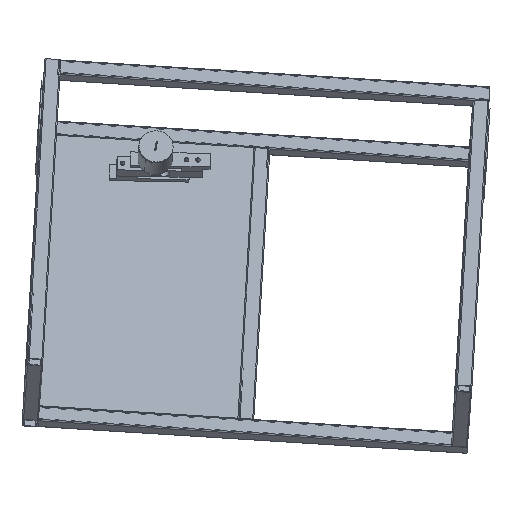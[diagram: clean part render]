
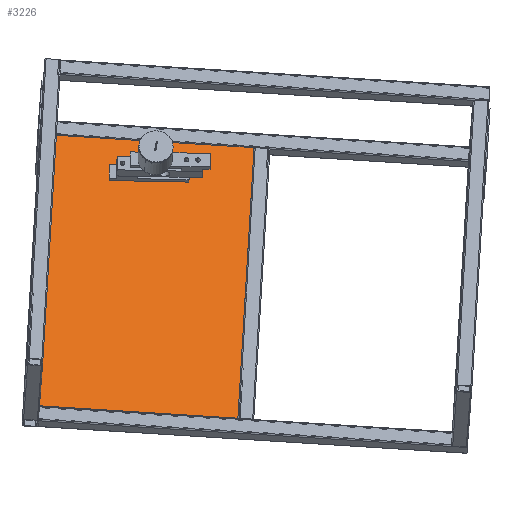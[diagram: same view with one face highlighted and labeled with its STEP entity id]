
A CAD part, top view. The second image highlights one B-rep face of the part: STEP entity #3226.
In plain terms, the highlighted face is planar.
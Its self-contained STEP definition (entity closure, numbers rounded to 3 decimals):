
#52 = ORIENTED_EDGE ( 'NONE', *, *, #3642, .T. ) ;
#438 = AXIS2_PLACEMENT_3D ( 'NONE', #1744, #6631, #9479 ) ;
#549 = VECTOR ( 'NONE', #6683, 1000. ) ;
#609 = ORIENTED_EDGE ( 'NONE', *, *, #1686, .T. ) ;
#1686 = EDGE_CURVE ( 'NONE', #5124, #8890, #3891, .T. ) ;
#1744 = CARTESIAN_POINT ( 'NONE',  ( 0., 0., 14. ) ) ;
#3038 = CARTESIAN_POINT ( 'NONE',  ( 87.25, -130.5, 14. ) ) ;
#3226 = ADVANCED_FACE ( 'NONE', ( #11406 ), #6575, .T. ) ;
#3350 = CARTESIAN_POINT ( 'NONE',  ( -87.25, -130.5, 14. ) ) ;
#3598 = VERTEX_POINT ( 'NONE', #3038 ) ;
#3642 = EDGE_CURVE ( 'NONE', #3598, #5124, #5828, .T. ) ;
#3869 = CARTESIAN_POINT ( 'NONE',  ( -87.25, 130.5, 14. ) ) ;
#3891 = LINE ( 'NONE', #5544, #549 ) ;
#4762 = LINE ( 'NONE', #3869, #10200 ) ;
#5124 = VERTEX_POINT ( 'NONE', #7876 ) ;
#5544 = CARTESIAN_POINT ( 'NONE',  ( -87.25, 130.5, 14. ) ) ;
#5828 = LINE ( 'NONE', #7925, #8756 ) ;
#6575 = PLANE ( 'NONE',  #438 ) ;
#6631 = DIRECTION ( 'NONE',  ( 0., 0., 1. ) ) ;
#6683 = DIRECTION ( 'NONE',  ( -1., 0., 0. ) ) ;
#7876 = CARTESIAN_POINT ( 'NONE',  ( 87.25, 130.5, 14. ) ) ;
#7925 = CARTESIAN_POINT ( 'NONE',  ( 87.25, 130.5, 14. ) ) ;
#8030 = CARTESIAN_POINT ( 'NONE',  ( -87.25, 130.5, 14. ) ) ;
#8756 = VECTOR ( 'NONE', #9647, 1000. ) ;
#8783 = DIRECTION ( 'NONE',  ( 1., 0., 0. ) ) ;
#8852 = ORIENTED_EDGE ( 'NONE', *, *, #9266, .T. ) ;
#8890 = VERTEX_POINT ( 'NONE', #8030 ) ;
#9109 = VECTOR ( 'NONE', #8783, 1000. ) ;
#9266 = EDGE_CURVE ( 'NONE', #12551, #3598, #9726, .T. ) ;
#9479 = DIRECTION ( 'NONE',  ( 1., 0., 0. ) ) ;
#9647 = DIRECTION ( 'NONE',  ( 0., 1., 0. ) ) ;
#9726 = LINE ( 'NONE', #9915, #9109 ) ;
#9915 = CARTESIAN_POINT ( 'NONE',  ( -87.25, -130.5, 14. ) ) ;
#10200 = VECTOR ( 'NONE', #10421, 1000. ) ;
#10284 = EDGE_LOOP ( 'NONE', ( #52, #609, #11862, #8852 ) ) ;
#10421 = DIRECTION ( 'NONE',  ( 0., -1., 0. ) ) ;
#10746 = EDGE_CURVE ( 'NONE', #8890, #12551, #4762, .T. ) ;
#11406 = FACE_OUTER_BOUND ( 'NONE', #10284, .T. ) ;
#11862 = ORIENTED_EDGE ( 'NONE', *, *, #10746, .T. ) ;
#12551 = VERTEX_POINT ( 'NONE', #3350 ) ;
